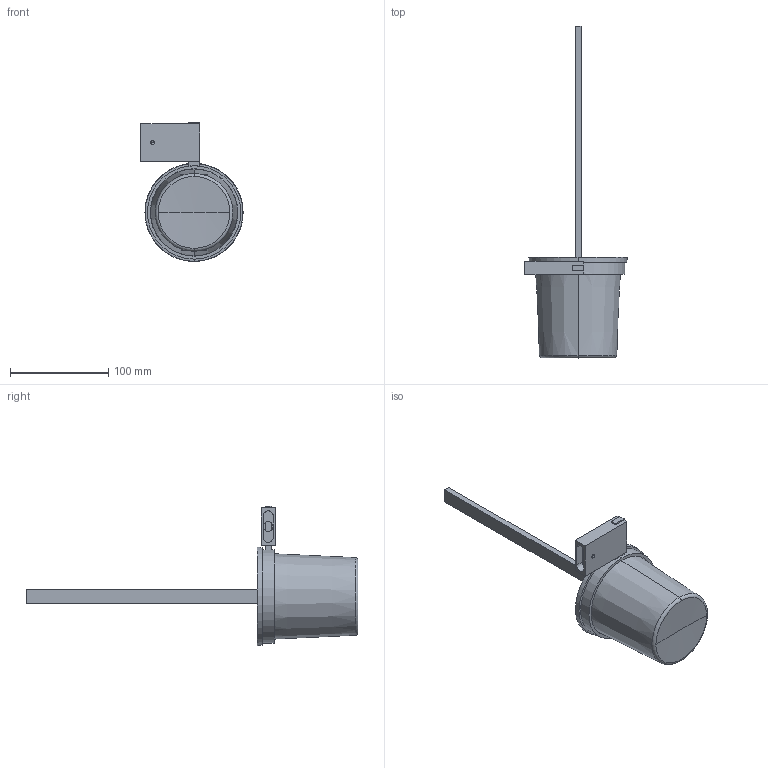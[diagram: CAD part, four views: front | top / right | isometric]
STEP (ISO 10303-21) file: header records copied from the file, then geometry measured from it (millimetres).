
FILE_DESCRIPTION (( 'STEP AP203' ), '1' );
FILE_NAME ('0933.STEP', '2021-01-22T05:51:06', ( '' ), ( '' ), 'SwSTEP 2.0', 'SolidWorks 2021', '' );
FILE_SCHEMA (( 'CONFIG_CONTROL_DESIGN' ));
Length unit declared in the file: millimetre
Products named in the file (9): 6331799P6633 - Sklo 33; profil_stetka_6433; 0933; WC stetka; Šteft M4x16; 6L33-01; 6433 - Sestava 歵靦ky; 6L33-03; 6K33-06 - Kryt kartáèe
Assembly tree (8 placements, depth 3):
  0933
    6L33-01
    6433 - Sestava 歵靦ky
      profil_stetka_6433
      WC stetka
      6K33-06 - Kryt kartáèe
      Šteft M4x16
    6L33-03
    6331799P6633 - Sklo 33
Bounding box: 104.2 x 337.93 x 141.62 mm (x, y, z)
Volume: 347332.2 mm3; surface area: 145024.2 mm2
Topology: 7 solids, 7 shells, 360 faces, 862 edges, 557 vertices
Faces by surface type: cone 150, sphere 134, plane 36, cylinder 26, torus 14
Entity records: 13697 total; most frequent: CARTESIAN_POINT 4055, DIRECTION 2030, ORIENTED_EDGE 1712, AXIS2_PLACEMENT_3D 896, EDGE_CURVE 856, VERTEX_POINT 557, CIRCLE 524, EDGE_LOOP 415
